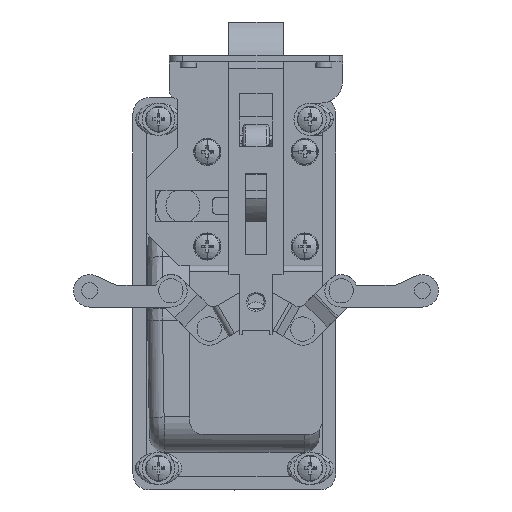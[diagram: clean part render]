
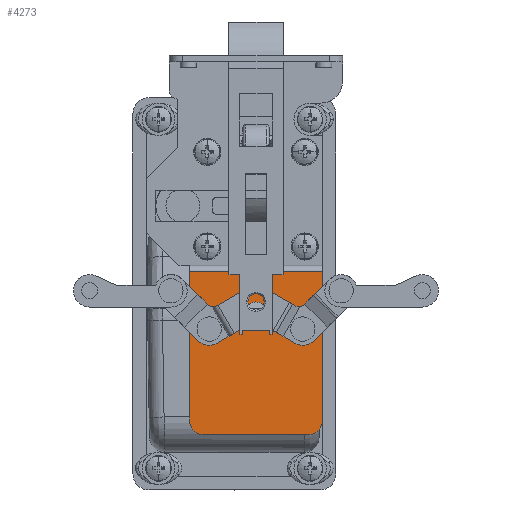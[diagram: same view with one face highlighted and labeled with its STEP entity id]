
A CAD part, front view. The second image highlights one B-rep face of the part: STEP entity #4273.
In plain terms, the highlighted face is planar.
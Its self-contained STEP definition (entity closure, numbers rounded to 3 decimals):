
#4273 = ADVANCED_FACE ( 'NONE', ( #15529, #15504, #15519, #15577 ), #24438, .F. ) ;
#6693 = CARTESIAN_POINT ( 'NONE',  ( 79.8, 5.8, -24.5 ) ) ;
#6710 = CARTESIAN_POINT ( 'NONE',  ( 135., 5.8, -24.5 ) ) ;
#6713 = CARTESIAN_POINT ( 'NONE',  ( 140., 5.8, -19.5 ) ) ;
#6714 = CARTESIAN_POINT ( 'NONE',  ( 140., 5.8, 19.5 ) ) ;
#6718 = CARTESIAN_POINT ( 'NONE',  ( 135., 5.8, 24.5 ) ) ;
#7472 = CARTESIAN_POINT ( 'NONE',  ( 101., 5.8, -19.9 ) ) ;
#7473 = CARTESIAN_POINT ( 'NONE',  ( 101., 5.8, -14.7 ) ) ;
#7548 = CARTESIAN_POINT ( 'NONE',  ( 95., 5.8, -4. ) ) ;
#7553 = CARTESIAN_POINT ( 'NONE',  ( 95., 5.8, 4. ) ) ;
#7554 = CARTESIAN_POINT ( 'NONE',  ( 101., 5.8, 19.9 ) ) ;
#7555 = CARTESIAN_POINT ( 'NONE',  ( 101., 5.8, 14.7 ) ) ;
#14834 = EDGE_CURVE ( 'NONE', #17708, #17707, #23954, .T. ) ;
#14838 = EDGE_CURVE ( 'NONE', #17701, #17706, #23956, .T. ) ;
#14850 = EDGE_CURVE ( 'NONE', #17625, #17626, #23962, .T. ) ;
#14929 = EDGE_CURVE ( 'NONE', #17498, #15302, #31083, .T. ) ;
#14930 = EDGE_CURVE ( 'NONE', #17706, #17701, #23989, .T. ) ;
#14931 = EDGE_CURVE ( 'NONE', #17626, #17625, #23990, .T. ) ;
#14932 = EDGE_CURVE ( 'NONE', #17498, #17515, #31092, .T. ) ;
#14933 = EDGE_CURVE ( 'NONE', #17523, #15302, #31095, .T. ) ;
#14934 = EDGE_CURVE ( 'NONE', #17523, #17519, #23991, .T. ) ;
#14935 = EDGE_CURVE ( 'NONE', #17519, #17518, #31101, .T. ) ;
#14936 = EDGE_CURVE ( 'NONE', #17518, #17515, #23992, .T. ) ;
#14937 = EDGE_CURVE ( 'NONE', #17707, #17708, #23993, .T. ) ;
#15302 = VERTEX_POINT ( 'NONE', #31769 ) ;
#15504 = FACE_BOUND ( 'NONE', #18616, .T. ) ;
#15519 = FACE_OUTER_BOUND ( 'NONE', #18617, .T. ) ;
#15529 = FACE_BOUND ( 'NONE', #18615, .T. ) ;
#15541 = AXIS2_PLACEMENT_3D ( 'NONE', #24439, #24440, #24441 ) ;
#15577 = FACE_BOUND ( 'NONE', #18618, .T. ) ;
#17498 = VERTEX_POINT ( 'NONE', #6693 ) ;
#17515 = VERTEX_POINT ( 'NONE', #6710 ) ;
#17518 = VERTEX_POINT ( 'NONE', #6713 ) ;
#17519 = VERTEX_POINT ( 'NONE', #6714 ) ;
#17523 = VERTEX_POINT ( 'NONE', #6718 ) ;
#17625 = VERTEX_POINT ( 'NONE', #7472 ) ;
#17626 = VERTEX_POINT ( 'NONE', #7473 ) ;
#17701 = VERTEX_POINT ( 'NONE', #7548 ) ;
#17706 = VERTEX_POINT ( 'NONE', #7553 ) ;
#17707 = VERTEX_POINT ( 'NONE', #7554 ) ;
#17708 = VERTEX_POINT ( 'NONE', #7555 ) ;
#18615 = EDGE_LOOP ( 'NONE', ( #21794, #21797 ) ) ;
#18616 = EDGE_LOOP ( 'NONE', ( #21799, #21798 ) ) ;
#18617 = EDGE_LOOP ( 'NONE', ( #21800, #21802, #21801, #21803, #21804, #21805 ) ) ;
#18618 = EDGE_LOOP ( 'NONE', ( #21808, #21807 ) ) ;
#21794 = ORIENTED_EDGE ( 'NONE', *, *, #14838, .F. ) ;
#21797 = ORIENTED_EDGE ( 'NONE', *, *, #14930, .F. ) ;
#21798 = ORIENTED_EDGE ( 'NONE', *, *, #14931, .F. ) ;
#21799 = ORIENTED_EDGE ( 'NONE', *, *, #14850, .F. ) ;
#21800 = ORIENTED_EDGE ( 'NONE', *, *, #14932, .F. ) ;
#21801 = ORIENTED_EDGE ( 'NONE', *, *, #14933, .F. ) ;
#21802 = ORIENTED_EDGE ( 'NONE', *, *, #14929, .T. ) ;
#21803 = ORIENTED_EDGE ( 'NONE', *, *, #14934, .T. ) ;
#21804 = ORIENTED_EDGE ( 'NONE', *, *, #14935, .T. ) ;
#21805 = ORIENTED_EDGE ( 'NONE', *, *, #14936, .T. ) ;
#21807 = ORIENTED_EDGE ( 'NONE', *, *, #14937, .F. ) ;
#21808 = ORIENTED_EDGE ( 'NONE', *, *, #14834, .F. ) ;
#23954 = CIRCLE ( 'NONE', #30165, 2.6 ) ;
#23956 = CIRCLE ( 'NONE', #30169, 4. ) ;
#23962 = CIRCLE ( 'NONE', #30180, 2.6 ) ;
#23989 = CIRCLE ( 'NONE', #30262, 4. ) ;
#23990 = CIRCLE ( 'NONE', #30260, 2.6 ) ;
#23991 = CIRCLE ( 'NONE', #30253, 5. ) ;
#23992 = CIRCLE ( 'NONE', #30254, 5. ) ;
#23993 = CIRCLE ( 'NONE', #30264, 2.6 ) ;
#24438 = PLANE ( 'NONE',  #15541 ) ;
#24439 = CARTESIAN_POINT ( 'NONE',  ( 77.5, 5.8, 40.5 ) ) ;
#24440 = DIRECTION ( 'NONE',  ( 0., -1., 0. ) ) ;
#24441 = DIRECTION ( 'NONE',  ( 0., 0., -1. ) ) ;
#29969 = CARTESIAN_POINT ( 'NONE',  ( 101., 5.8, 17.3 ) ) ;
#29976 = DIRECTION ( 'NONE',  ( 0., 1., 0. ) ) ;
#29977 = DIRECTION ( 'NONE',  ( 0., 0., -1. ) ) ;
#29981 = CARTESIAN_POINT ( 'NONE',  ( 95., 5.8, 0. ) ) ;
#29988 = DIRECTION ( 'NONE',  ( 0., 1., 0. ) ) ;
#29989 = DIRECTION ( 'NONE',  ( 0., 0., -1. ) ) ;
#30017 = CARTESIAN_POINT ( 'NONE',  ( 101., 5.8, -17.3 ) ) ;
#30024 = DIRECTION ( 'NONE',  ( 0., 1., 0. ) ) ;
#30025 = DIRECTION ( 'NONE',  ( 0., 0., -1. ) ) ;
#30165 = AXIS2_PLACEMENT_3D ( 'NONE', #29969, #29976, #29977 ) ;
#30169 = AXIS2_PLACEMENT_3D ( 'NONE', #29981, #29988, #29989 ) ;
#30180 = AXIS2_PLACEMENT_3D ( 'NONE', #30017, #30024, #30025 ) ;
#30253 = AXIS2_PLACEMENT_3D ( 'NONE', #31091, #31098, #31099 ) ;
#30254 = AXIS2_PLACEMENT_3D ( 'NONE', #31100, #31104, #31105 ) ;
#30260 = AXIS2_PLACEMENT_3D ( 'NONE', #31088, #31089, #31090 ) ;
#30262 = AXIS2_PLACEMENT_3D ( 'NONE', #31082, #31086, #31087 ) ;
#30263 = VECTOR ( 'NONE', #31085, 1000. ) ;
#30264 = AXIS2_PLACEMENT_3D ( 'NONE', #31106, #31107, #31108 ) ;
#30265 = VECTOR ( 'NONE', #31094, 1000. ) ;
#30267 = VECTOR ( 'NONE', #31097, 1000. ) ;
#30269 = VECTOR ( 'NONE', #31103, 1000. ) ;
#31082 = CARTESIAN_POINT ( 'NONE',  ( 95., 5.8, 0. ) ) ;
#31083 = LINE ( 'NONE', #31084, #30263 ) ;
#31084 = CARTESIAN_POINT ( 'NONE',  ( 79.8, 5.8, 40.5 ) ) ;
#31085 = DIRECTION ( 'NONE',  ( 0., 0., 1. ) ) ;
#31086 = DIRECTION ( 'NONE',  ( 0., 1., 0. ) ) ;
#31087 = DIRECTION ( 'NONE',  ( 0., 0., -1. ) ) ;
#31088 = CARTESIAN_POINT ( 'NONE',  ( 101., 5.8, -17.3 ) ) ;
#31089 = DIRECTION ( 'NONE',  ( 0., 1., 0. ) ) ;
#31090 = DIRECTION ( 'NONE',  ( 0., 0., -1. ) ) ;
#31091 = CARTESIAN_POINT ( 'NONE',  ( 135., 5.8, 19.5 ) ) ;
#31092 = LINE ( 'NONE', #31093, #30265 ) ;
#31093 = CARTESIAN_POINT ( 'NONE',  ( 77.5, 5.8, -24.5 ) ) ;
#31094 = DIRECTION ( 'NONE',  ( 1., 0., 0. ) ) ;
#31095 = LINE ( 'NONE', #31096, #30267 ) ;
#31096 = CARTESIAN_POINT ( 'NONE',  ( 77.5, 5.8, 24.5 ) ) ;
#31097 = DIRECTION ( 'NONE',  ( -1., 0., 0. ) ) ;
#31098 = DIRECTION ( 'NONE',  ( 0., 1., 0. ) ) ;
#31099 = DIRECTION ( 'NONE',  ( 0., 0., -1. ) ) ;
#31100 = CARTESIAN_POINT ( 'NONE',  ( 135., 5.8, -19.5 ) ) ;
#31101 = LINE ( 'NONE', #31102, #30269 ) ;
#31102 = CARTESIAN_POINT ( 'NONE',  ( 140., 5.8, 40.5 ) ) ;
#31103 = DIRECTION ( 'NONE',  ( 0., 0., -1. ) ) ;
#31104 = DIRECTION ( 'NONE',  ( 0., 1., 0. ) ) ;
#31105 = DIRECTION ( 'NONE',  ( 0., 0., -1. ) ) ;
#31106 = CARTESIAN_POINT ( 'NONE',  ( 101., 5.8, 17.3 ) ) ;
#31107 = DIRECTION ( 'NONE',  ( 0., 1., 0. ) ) ;
#31108 = DIRECTION ( 'NONE',  ( 0., 0., -1. ) ) ;
#31769 = CARTESIAN_POINT ( 'NONE',  ( 79.8, 5.8, 24.5 ) ) ;
